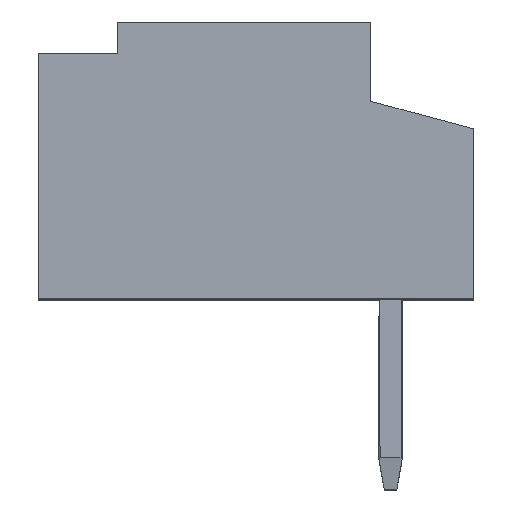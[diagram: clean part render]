
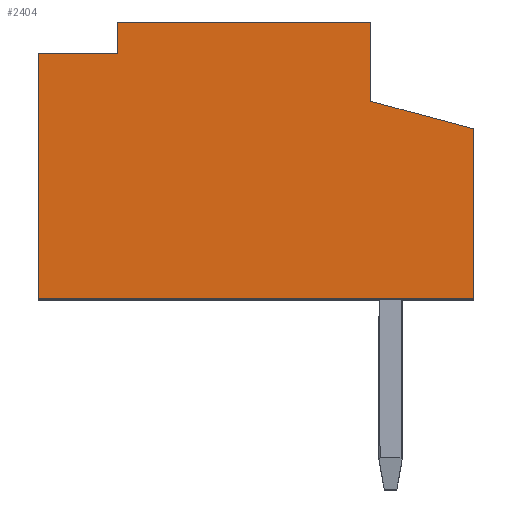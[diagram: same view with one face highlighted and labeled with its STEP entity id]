
A CAD part, top view. The second image highlights one B-rep face of the part: STEP entity #2404.
In plain terms, the highlighted planar face has unit normal (0, 0, 1).
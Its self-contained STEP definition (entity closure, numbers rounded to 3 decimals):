
#36 = VECTOR ( 'NONE', #5268, 1000. ) ;
#48 = ORIENTED_EDGE ( 'NONE', *, *, #7388, .T. ) ;
#86 = CARTESIAN_POINT ( 'NONE',  ( 5.5, 1.631, 0. ) ) ;
#176 = DIRECTION ( 'NONE',  ( 1., 0., 0. ) ) ;
#183 = DIRECTION ( 'NONE',  ( 0., 1., 0. ) ) ;
#352 = EDGE_CURVE ( 'NONE', #437, #4760, #532, .T. ) ;
#373 = LINE ( 'NONE', #425, #5853 ) ;
#425 = CARTESIAN_POINT ( 'NONE',  ( 2.65, 3.5, 0. ) ) ;
#435 = CARTESIAN_POINT ( 'NONE',  ( 5.5, 2.15, 0. ) ) ;
#437 = VERTEX_POINT ( 'NONE', #435 ) ;
#532 = LINE ( 'NONE', #1276, #8975 ) ;
#728 = EDGE_CURVE ( 'NONE', #7702, #10237, #10170, .T. ) ;
#1067 = ORIENTED_EDGE ( 'NONE', *, *, #1905, .T. ) ;
#1094 = EDGE_CURVE ( 'NONE', #5914, #4259, #7630, .T. ) ;
#1151 = ORIENTED_EDGE ( 'NONE', *, *, #4281, .F. ) ;
#1276 = CARTESIAN_POINT ( 'NONE',  ( 5.5, 2.15, 0. ) ) ;
#1282 = CARTESIAN_POINT ( 'NONE',  ( 1., 3.5, 0. ) ) ;
#1314 = DIRECTION ( 'NONE',  ( -1., 0., 0. ) ) ;
#1861 = FACE_OUTER_BOUND ( 'NONE', #3575, .T. ) ;
#1905 = EDGE_CURVE ( 'NONE', #2408, #6959, #373, .T. ) ;
#1971 = PLANE ( 'NONE',  #8060 ) ;
#2102 = CARTESIAN_POINT ( 'NONE',  ( 4.2, 2.498, 0. ) ) ;
#2218 = DIRECTION ( 'NONE',  ( 0., 1., 0. ) ) ;
#2312 = ORIENTED_EDGE ( 'NONE', *, *, #352, .T. ) ;
#2400 = EDGE_CURVE ( 'NONE', #6959, #4259, #8953, .T. ) ;
#2404 = ADVANCED_FACE ( 'NONE', ( #1861 ), #1971, .T. ) ;
#2408 = VERTEX_POINT ( 'NONE', #5821 ) ;
#3051 = VECTOR ( 'NONE', #9791, 1000. ) ;
#3127 = LINE ( 'NONE', #86, #6502 ) ;
#3575 = EDGE_LOOP ( 'NONE', ( #8759, #6093, #7761, #48, #2312, #1151, #1067, #8777 ) ) ;
#3662 = CARTESIAN_POINT ( 'NONE',  ( 1., 3.1, 0. ) ) ;
#3730 = CARTESIAN_POINT ( 'NONE',  ( 0., 0., 0. ) ) ;
#4259 = VERTEX_POINT ( 'NONE', #6945 ) ;
#4281 = EDGE_CURVE ( 'NONE', #2408, #4760, #8322, .T. ) ;
#4373 = LINE ( 'NONE', #4529, #9682 ) ;
#4425 = DIRECTION ( 'NONE',  ( -0.966, 0.259, 0. ) ) ;
#4529 = CARTESIAN_POINT ( 'NONE',  ( 0., 3.1, 0. ) ) ;
#4760 = VERTEX_POINT ( 'NONE', #5955 ) ;
#4786 = CARTESIAN_POINT ( 'NONE',  ( 0., 0., 0. ) ) ;
#5101 = CARTESIAN_POINT ( 'NONE',  ( 2.65, 1.631, 0. ) ) ;
#5183 = DIRECTION ( 'NONE',  ( -1., 0., 0. ) ) ;
#5268 = DIRECTION ( 'NONE',  ( 1., 0., 0. ) ) ;
#5821 = CARTESIAN_POINT ( 'NONE',  ( 4.2, 3.5, 0. ) ) ;
#5853 = VECTOR ( 'NONE', #5183, 1000. ) ;
#5914 = VERTEX_POINT ( 'NONE', #8461 ) ;
#5955 = CARTESIAN_POINT ( 'NONE',  ( 4.2, 2.498, 0. ) ) ;
#6093 = ORIENTED_EDGE ( 'NONE', *, *, #8047, .F. ) ;
#6353 = CARTESIAN_POINT ( 'NONE',  ( 5.5, 0., 0. ) ) ;
#6502 = VECTOR ( 'NONE', #183, 1000. ) ;
#6945 = CARTESIAN_POINT ( 'NONE',  ( 1., 3.1, 0. ) ) ;
#6959 = VERTEX_POINT ( 'NONE', #1282 ) ;
#7388 = EDGE_CURVE ( 'NONE', #7702, #437, #3127, .T. ) ;
#7502 = VECTOR ( 'NONE', #1314, 1000. ) ;
#7539 = DIRECTION ( 'NONE',  ( 0., -1., 0. ) ) ;
#7630 = LINE ( 'NONE', #3662, #36 ) ;
#7702 = VERTEX_POINT ( 'NONE', #6353 ) ;
#7761 = ORIENTED_EDGE ( 'NONE', *, *, #728, .F. ) ;
#8047 = EDGE_CURVE ( 'NONE', #10237, #5914, #4373, .T. ) ;
#8060 = AXIS2_PLACEMENT_3D ( 'NONE', #5101, #9003, #176 ) ;
#8297 = CARTESIAN_POINT ( 'NONE',  ( 1., 1.631, 0. ) ) ;
#8322 = LINE ( 'NONE', #2102, #10074 ) ;
#8461 = CARTESIAN_POINT ( 'NONE',  ( 0., 3.1, 0. ) ) ;
#8759 = ORIENTED_EDGE ( 'NONE', *, *, #1094, .F. ) ;
#8777 = ORIENTED_EDGE ( 'NONE', *, *, #2400, .T. ) ;
#8953 = LINE ( 'NONE', #8297, #3051 ) ;
#8975 = VECTOR ( 'NONE', #4425, 1000. ) ;
#9003 = DIRECTION ( 'NONE',  ( 0., 0., 1. ) ) ;
#9682 = VECTOR ( 'NONE', #2218, 1000. ) ;
#9791 = DIRECTION ( 'NONE',  ( 0., -1., 0. ) ) ;
#10074 = VECTOR ( 'NONE', #7539, 1000. ) ;
#10170 = LINE ( 'NONE', #3730, #7502 ) ;
#10237 = VERTEX_POINT ( 'NONE', #4786 ) ;
